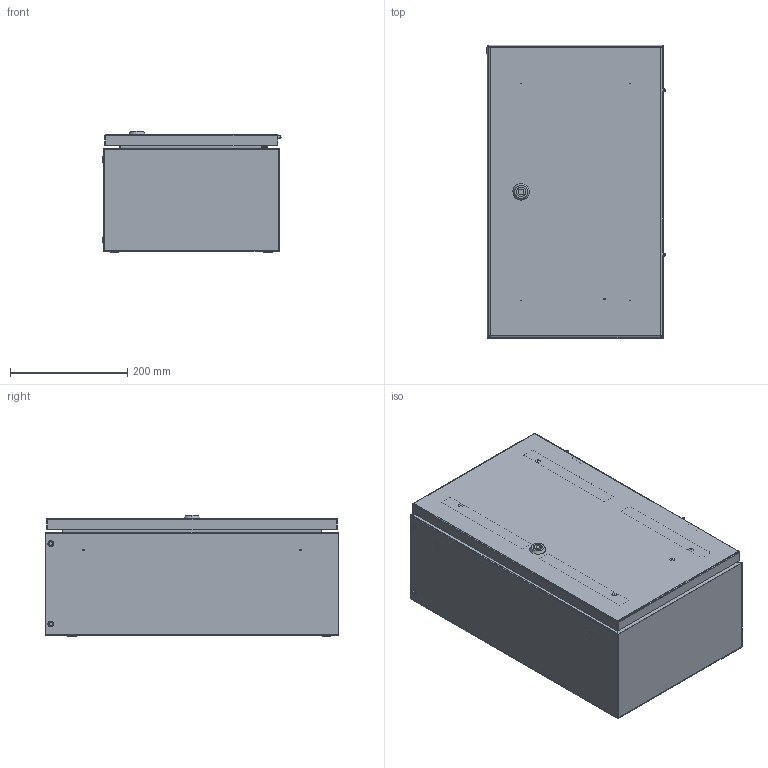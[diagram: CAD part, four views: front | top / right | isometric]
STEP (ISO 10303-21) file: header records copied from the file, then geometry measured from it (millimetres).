
FILE_DESCRIPTION (( 'STEP AP214' ), '1' );
FILE_NAME ('IP-SS503020_stp.step', '2025-04-28T12:35:47', ( '' ), ( '' ), 'SwSTEP 2.0', 'SolidWorks 2023', '' );
FILE_SCHEMA (( 'AUTOMOTIVE_DESIGN' ));
Length unit declared in the file: millimetre
Products named in the file (1): IP-SS503020_stp
Bounding box: 303.85 x 500 x 206.5 mm (x, y, z)
Volume: 1281587.7 mm3; surface area: 1708037.7 mm2
Topology: 40 solids, 41 shells, 1719 faces, 4106 edges, 2528 vertices
Faces by surface type: plane 648, cylinder 613, cone 406, bspline 42, torus 10
Entity records: 53114 total; most frequent: CARTESIAN_POINT 12498, DIRECTION 8574, ORIENTED_EDGE 8212, EDGE_CURVE 4106, AXIS2_PLACEMENT_3D 3280, VERTEX_POINT 2528, VECTOR 2014, LINE 2014
